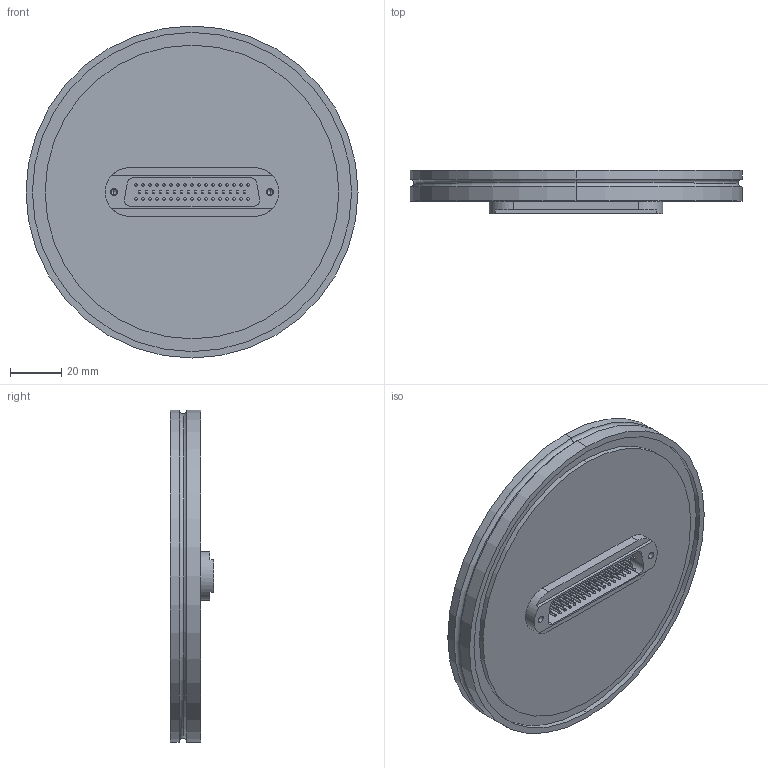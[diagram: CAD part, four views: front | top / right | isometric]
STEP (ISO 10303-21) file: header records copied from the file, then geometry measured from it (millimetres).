
FILE_DESCRIPTION (( 'STEP AP214' ), '1' );
FILE_NAME ('210-D50-ISO100.STEP', '2014-05-14T13:56:21', ( 'allectra' ), ( 'Microsoft' ), 'SwSTEP 2.0', 'SolidWorks 2013', '' );
FILE_SCHEMA (( 'AUTOMOTIVE_DESIGN' ));
Length unit declared in the file: millimetre
Products named in the file (5): 9218-D50-SS_50 pin 1mm; 9210-PIN-FENI; 218-D50-SS_50pol; 210-D50-ISO100; 9210-D50-ISO100_441-ISO100-B
Assembly tree (117 placements, depth 3):
  210-D50-ISO100
    9210-D50-ISO100_441-ISO100-B
    218-D50-SS_50pol
      9218-D50-SS_50 pin 1mm
      9210-PIN-FENI  x114
Bounding box: 130 x 17 x 130 mm (x, y, z)
Volume: 145773.4 mm3; surface area: 48839.4 mm2
Topology: 116 solids, 116 shells, 643 faces, 1870 edges, 1238 vertices
Faces by surface type: cylinder 370, sphere 228, plane 33, cone 8, torus 4
Entity records: 7320 total; most frequent: DIRECTION 1422, CARTESIAN_POINT 1142, ORIENTED_EDGE 1000, AXIS2_PLACEMENT_3D 610, EDGE_CURVE 500, VERTEX_POINT 330, EDGE_LOOP 308, CIRCLE 298
